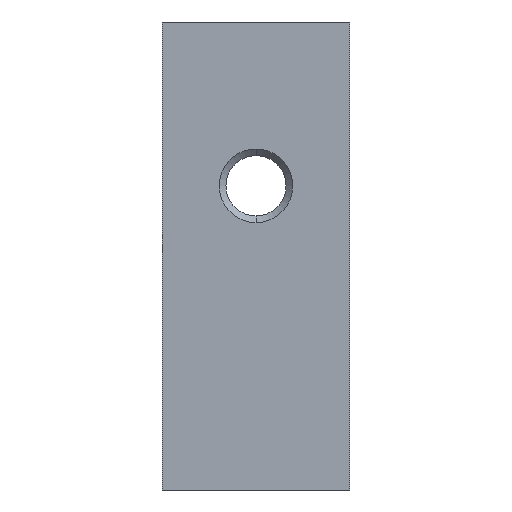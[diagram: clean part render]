
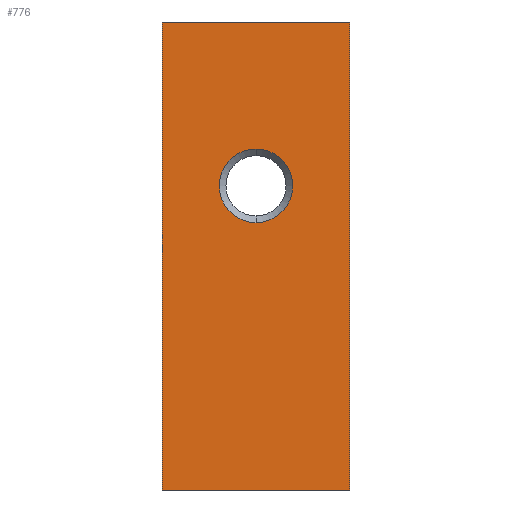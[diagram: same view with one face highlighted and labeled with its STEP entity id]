
A CAD part, front view. The second image highlights one B-rep face of the part: STEP entity #776.
In plain terms, the highlighted planar face has unit normal (0, -1, 0).
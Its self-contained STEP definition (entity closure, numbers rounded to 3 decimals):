
#93 = VECTOR ( 'NONE', #411, 1000. ) ;
#107 = CARTESIAN_POINT ( 'NONE',  ( 7., 0., -17.5 ) ) ;
#134 = EDGE_CURVE ( 'NONE', #705, #447, #369, .T. ) ;
#143 = CARTESIAN_POINT ( 'NONE',  ( 7., 0., 17.5 ) ) ;
#174 = CIRCLE ( 'NONE', #830, 2.75 ) ;
#204 = DIRECTION ( 'NONE',  ( 0., 0., 1. ) ) ;
#207 = DIRECTION ( 'NONE',  ( 0., 1., 0. ) ) ;
#235 = DIRECTION ( 'NONE',  ( 0., 1., 0. ) ) ;
#240 = VECTOR ( 'NONE', #463, 1000. ) ;
#294 = DIRECTION ( 'NONE',  ( -1., 0., 0. ) ) ;
#321 = CARTESIAN_POINT ( 'NONE',  ( 0., 0., 8. ) ) ;
#324 = CARTESIAN_POINT ( 'NONE',  ( 0., 0., 5.25 ) ) ;
#330 = CARTESIAN_POINT ( 'NONE',  ( -7., 0., -17.5 ) ) ;
#335 = VERTEX_POINT ( 'NONE', #811 ) ;
#340 = FACE_OUTER_BOUND ( 'NONE', #801, .T. ) ;
#349 = EDGE_CURVE ( 'NONE', #438, #588, #174, .T. ) ;
#354 = CARTESIAN_POINT ( 'NONE',  ( 7., 0., -17.5 ) ) ;
#357 = PLANE ( 'NONE',  #1046 ) ;
#359 = VERTEX_POINT ( 'NONE', #107 ) ;
#369 = LINE ( 'NONE', #632, #240 ) ;
#379 = ORIENTED_EDGE ( 'NONE', *, *, #809, .F. ) ;
#381 = CARTESIAN_POINT ( 'NONE',  ( 0., 0., 5.25 ) ) ;
#396 = DIRECTION ( 'NONE',  ( 0., 0., 1. ) ) ;
#411 = DIRECTION ( 'NONE',  ( -1., 0., 0. ) ) ;
#438 = VERTEX_POINT ( 'NONE', #321 ) ;
#447 = VERTEX_POINT ( 'NONE', #330 ) ;
#456 = DIRECTION ( 'NONE',  ( 0., 0., -1. ) ) ;
#463 = DIRECTION ( 'NONE',  ( 0., 0., -1. ) ) ;
#508 = LINE ( 'NONE', #354, #93 ) ;
#521 = CIRCLE ( 'NONE', #693, 2.75 ) ;
#547 = CARTESIAN_POINT ( 'NONE',  ( 7., 0., 17.5 ) ) ;
#560 = VECTOR ( 'NONE', #456, 1000. ) ;
#588 = VERTEX_POINT ( 'NONE', #596 ) ;
#594 = LINE ( 'NONE', #143, #560 ) ;
#595 = EDGE_CURVE ( 'NONE', #359, #447, #508, .T. ) ;
#596 = CARTESIAN_POINT ( 'NONE',  ( 0., 0., 2.5 ) ) ;
#632 = CARTESIAN_POINT ( 'NONE',  ( -7., 0., 17.5 ) ) ;
#693 = AXIS2_PLACEMENT_3D ( 'NONE', #324, #880, #396 ) ;
#703 = DIRECTION ( 'NONE',  ( 0., 0., 1. ) ) ;
#705 = VERTEX_POINT ( 'NONE', #768 ) ;
#714 = ORIENTED_EDGE ( 'NONE', *, *, #349, .T. ) ;
#747 = LINE ( 'NONE', #547, #969 ) ;
#768 = CARTESIAN_POINT ( 'NONE',  ( -7., 0., 17.5 ) ) ;
#776 = ADVANCED_FACE ( 'NONE', ( #895, #340 ), #357, .F. ) ;
#801 = EDGE_LOOP ( 'NONE', ( #1029, #1016, #379, #877 ) ) ;
#809 = EDGE_CURVE ( 'NONE', #335, #359, #594, .T. ) ;
#811 = CARTESIAN_POINT ( 'NONE',  ( 7., 0., 17.5 ) ) ;
#830 = AXIS2_PLACEMENT_3D ( 'NONE', #381, #235, #703 ) ;
#838 = EDGE_CURVE ( 'NONE', #335, #705, #747, .T. ) ;
#845 = ORIENTED_EDGE ( 'NONE', *, *, #1014, .T. ) ;
#877 = ORIENTED_EDGE ( 'NONE', *, *, #838, .T. ) ;
#880 = DIRECTION ( 'NONE',  ( 0., 1., 0. ) ) ;
#895 = FACE_BOUND ( 'NONE', #1038, .T. ) ;
#921 = CARTESIAN_POINT ( 'NONE',  ( 7., 0., 17.5 ) ) ;
#969 = VECTOR ( 'NONE', #294, 1000. ) ;
#1014 = EDGE_CURVE ( 'NONE', #588, #438, #521, .T. ) ;
#1016 = ORIENTED_EDGE ( 'NONE', *, *, #595, .F. ) ;
#1029 = ORIENTED_EDGE ( 'NONE', *, *, #134, .T. ) ;
#1038 = EDGE_LOOP ( 'NONE', ( #845, #714 ) ) ;
#1046 = AXIS2_PLACEMENT_3D ( 'NONE', #921, #207, #204 ) ;
